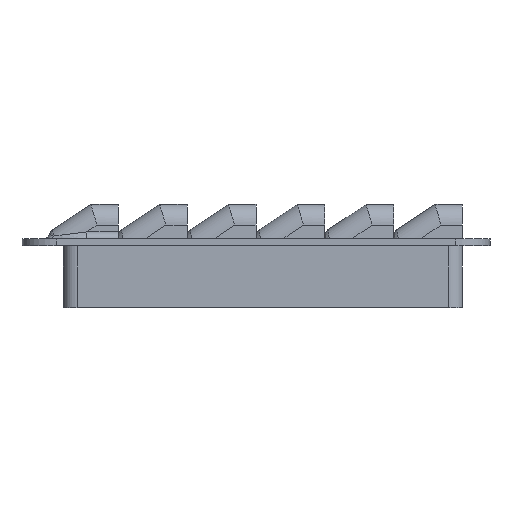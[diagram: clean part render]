
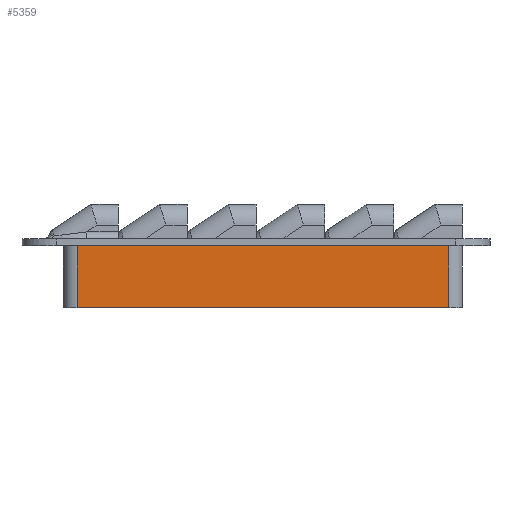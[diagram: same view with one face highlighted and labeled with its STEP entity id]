
A CAD part, left-side view. The second image highlights one B-rep face of the part: STEP entity #5359.
In plain terms, the highlighted planar face has unit normal (-1, 0, 0).
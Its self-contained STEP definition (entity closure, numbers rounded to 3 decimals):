
#146=PLANE('',#5727);
#368=FACE_OUTER_BOUND('',#659,.T.);
#659=EDGE_LOOP('',(#4387,#4388,#4389,#4390));
#1402=LINE('',#15801,#1800);
#1409=LINE('',#15818,#1807);
#1410=LINE('',#15821,#1808);
#1411=LINE('',#15822,#1809);
#1800=VECTOR('',#6651,10.);
#1807=VECTOR('',#6670,10.);
#1808=VECTOR('',#6673,10.);
#1809=VECTOR('',#6674,10.);
#2368=VERTEX_POINT('',#15798);
#2369=VERTEX_POINT('',#15800);
#2373=VERTEX_POINT('',#15816);
#2374=VERTEX_POINT('',#15820);
#3077=EDGE_CURVE('',#2369,#2368,#1402,.T.);
#3087=EDGE_CURVE('',#2373,#2368,#1409,.T.);
#3088=EDGE_CURVE('',#2373,#2374,#1410,.T.);
#3089=EDGE_CURVE('',#2369,#2374,#1411,.T.);
#4387=ORIENTED_EDGE('',*,*,#3087,.F.);
#4388=ORIENTED_EDGE('',*,*,#3088,.T.);
#4389=ORIENTED_EDGE('',*,*,#3089,.F.);
#4390=ORIENTED_EDGE('',*,*,#3077,.T.);
#5359=ADVANCED_FACE('',(#368),#146,.T.);
#5727=AXIS2_PLACEMENT_3D('',#15819,#6671,#6672);
#6651=DIRECTION('',(0.,-1.,0.));
#6670=DIRECTION('',(0.,0.,-1.));
#6671=DIRECTION('center_axis',(-1.,0.,0.));
#6672=DIRECTION('ref_axis',(0.,-1.,0.));
#6673=DIRECTION('',(0.,1.,0.));
#6674=DIRECTION('',(0.,0.,1.));
#15798=CARTESIAN_POINT('',(0.,2.,0.));
#15800=CARTESIAN_POINT('',(0.,56.,0.));
#15801=CARTESIAN_POINT('',(0.,58.,0.));
#15816=CARTESIAN_POINT('',(0.,2.,9.));
#15818=CARTESIAN_POINT('',(0.,2.,0.));
#15819=CARTESIAN_POINT('Origin',(0.,58.,0.));
#15820=CARTESIAN_POINT('',(0.,56.,9.));
#15821=CARTESIAN_POINT('',(0.,44.,9.));
#15822=CARTESIAN_POINT('',(0.,56.,0.));
